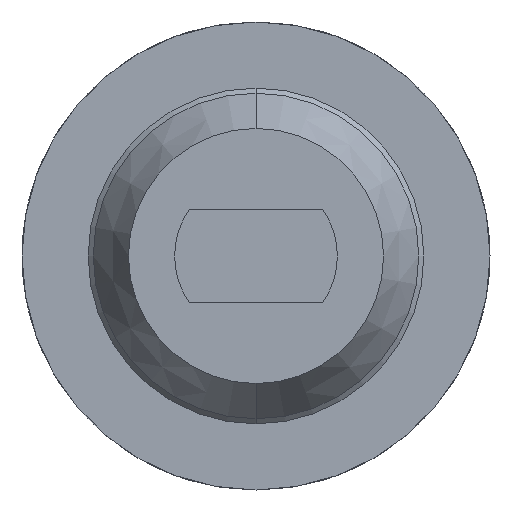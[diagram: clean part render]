
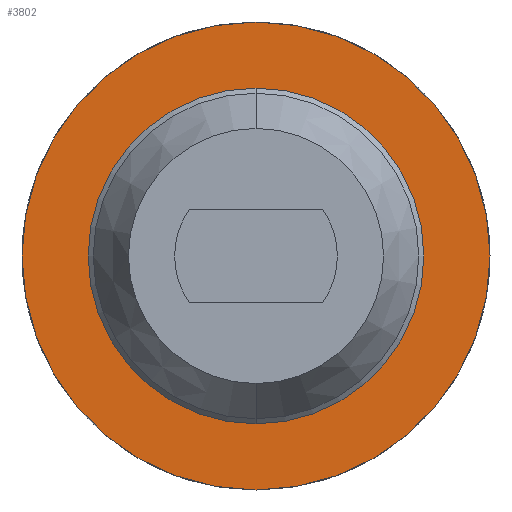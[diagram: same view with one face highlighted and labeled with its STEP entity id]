
A CAD part, front view. The second image highlights one B-rep face of the part: STEP entity #3802.
In plain terms, the highlighted planar face has unit normal (0, -1, 0).
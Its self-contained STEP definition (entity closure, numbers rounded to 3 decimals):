
#31 = CARTESIAN_POINT ( 'NONE',  ( 0.825, -1.7, 0. ) ) ;
#77 = AXIS2_PLACEMENT_3D ( 'NONE', #2217, #363, #2960 ) ;
#170 = FACE_OUTER_BOUND ( 'NONE', #1138, .T. ) ;
#311 = VERTEX_POINT ( 'NONE', #1451 ) ;
#363 = DIRECTION ( 'NONE',  ( 0., 1., 0. ) ) ;
#367 = CARTESIAN_POINT ( 'NONE',  ( 0., -1.7, 0. ) ) ;
#665 = DIRECTION ( 'NONE',  ( 0., 0., 1. ) ) ;
#1079 = ORIENTED_EDGE ( 'NONE', *, *, #4634, .F. ) ;
#1118 = AXIS2_PLACEMENT_3D ( 'NONE', #367, #4769, #4454 ) ;
#1126 = DIRECTION ( 'NONE',  ( 0., 0., 1. ) ) ;
#1138 = EDGE_LOOP ( 'NONE', ( #1079, #4302 ) ) ;
#1198 = ORIENTED_EDGE ( 'NONE', *, *, #2301, .T. ) ;
#1331 = VERTEX_POINT ( 'NONE', #2880 ) ;
#1344 = DIRECTION ( 'NONE',  ( 0., 0., 1. ) ) ;
#1368 = DIRECTION ( 'NONE',  ( 0., 1., 0. ) ) ;
#1451 = CARTESIAN_POINT ( 'NONE',  ( 0., -1.7, 1.15 ) ) ;
#1829 = AXIS2_PLACEMENT_3D ( 'NONE', #31, #3384, #1126 ) ;
#2037 = CIRCLE ( 'NONE', #4379, 1.15 ) ;
#2084 = CARTESIAN_POINT ( 'NONE',  ( 0., -1.7, 0. ) ) ;
#2148 = CARTESIAN_POINT ( 'NONE',  ( 0., -1.7, -1.15 ) ) ;
#2217 = CARTESIAN_POINT ( 'NONE',  ( 0., -1.7, 0. ) ) ;
#2242 = ORIENTED_EDGE ( 'NONE', *, *, #2828, .T. ) ;
#2253 = PLANE ( 'NONE',  #1829 ) ;
#2301 = EDGE_CURVE ( 'Defeature ausgef�hrt2_20+Defeature ausgef�hrt2_19+Defeature ausgef�hrt2_19+Defeature ausgef�hrt2_19', #1331, #3104, #3087, .T. ) ;
#2396 = CIRCLE ( 'NONE', #4487, 1.15 ) ;
#2828 = EDGE_CURVE ( 'Defeature ausgef�hrt2_20+Defeature ausgef�hrt2_19+Defeature ausgef�hrt2_19+Defeature ausgef�hrt2_19', #3104, #1331, #3373, .T. ) ;
#2847 = CARTESIAN_POINT ( 'NONE',  ( 0., -1.7, 0. ) ) ;
#2880 = CARTESIAN_POINT ( 'NONE',  ( 0., -1.7, 0.825 ) ) ;
#2960 = DIRECTION ( 'NONE',  ( 0., 0., 1. ) ) ;
#3087 = CIRCLE ( 'NONE', #1118, 0.825 ) ;
#3104 = VERTEX_POINT ( 'NONE', #3614 ) ;
#3373 = CIRCLE ( 'NONE', #77, 0.825 ) ;
#3384 = DIRECTION ( 'NONE',  ( 0., 1., 0. ) ) ;
#3614 = CARTESIAN_POINT ( 'NONE',  ( 0., -1.7, -0.825 ) ) ;
#3774 = FACE_BOUND ( 'NONE', #4387, .T. ) ;
#3802 = ADVANCED_FACE ( 'Defeature ausgef�hrt2_20', ( #170, #3774 ), #2253, .F. ) ;
#4059 = EDGE_CURVE ( 'Defeature ausgef�hrt2_17+Defeature ausgef�hrt2_20+Defeature ausgef�hrt2_20+Defeature ausgef�hrt2_20', #4811, #311, #2037, .T. ) ;
#4302 = ORIENTED_EDGE ( 'NONE', *, *, #4059, .F. ) ;
#4379 = AXIS2_PLACEMENT_3D ( 'NONE', #2847, #1368, #665 ) ;
#4387 = EDGE_LOOP ( 'NONE', ( #1198, #2242 ) ) ;
#4454 = DIRECTION ( 'NONE',  ( 0., 0., 1. ) ) ;
#4487 = AXIS2_PLACEMENT_3D ( 'NONE', #2084, #4659, #1344 ) ;
#4634 = EDGE_CURVE ( 'Defeature ausgef�hrt2_17+Defeature ausgef�hrt2_20+Defeature ausgef�hrt2_20+Defeature ausgef�hrt2_20', #311, #4811, #2396, .T. ) ;
#4659 = DIRECTION ( 'NONE',  ( 0., 1., 0. ) ) ;
#4769 = DIRECTION ( 'NONE',  ( 0., 1., 0. ) ) ;
#4811 = VERTEX_POINT ( 'NONE', #2148 ) ;
